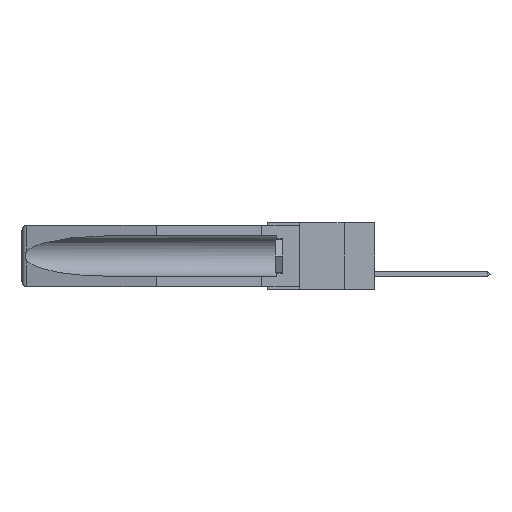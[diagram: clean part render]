
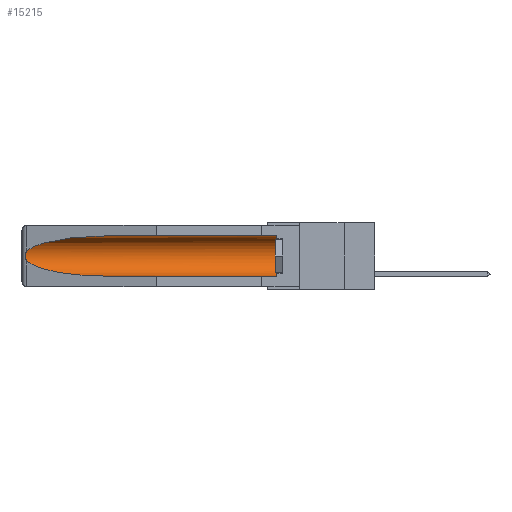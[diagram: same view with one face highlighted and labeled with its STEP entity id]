
A CAD part, left-side view. The second image highlights one B-rep face of the part: STEP entity #15215.
In plain terms, the highlighted cylindrical face has radius 2.857 mm (diameter 5.715 mm), a partial arc.
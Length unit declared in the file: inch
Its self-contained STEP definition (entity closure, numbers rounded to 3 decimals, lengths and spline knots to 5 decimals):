
#13 = EDGE_CURVE ( 'NONE', #15780, #4220, #7394, .T. ) ;
#203 = DIRECTION ( 'NONE',  ( 0., 0., 1. ) ) ;
#285 = DIRECTION ( 'NONE',  ( 0., 0., 1. ) ) ;
#388 = ORIENTED_EDGE ( 'NONE', *, *, #2182, .F. ) ;
#1185 = CARTESIAN_POINT ( 'NONE',  ( 0.26537, 1.52718, -0.14972 ) ) ;
#1303 =( BOUNDED_CURVE ( )  B_SPLINE_CURVE ( 3, ( #5711, #17103, #16978, #1185 ),
 .UNSPECIFIED., .F., .F. ) 
 B_SPLINE_CURVE_WITH_KNOTS ( ( 4, 4 ),
 ( 4.71239, 6.08839 ),
 .UNSPECIFIED. ) 
 CURVE ( )  GEOMETRIC_REPRESENTATION_ITEM ( )  RATIONAL_B_SPLINE_CURVE ( ( 1., 0.848, 0.848, 1. ) ) 
 REPRESENTATION_ITEM ( '' )  );
#1527 = CARTESIAN_POINT ( 'NONE',  ( 0.26597, 1.52961, -0.15275 ) ) ;
#1641 = ORIENTED_EDGE ( 'NONE', *, *, #3178, .T. ) ;
#1649 = CARTESIAN_POINT ( 'NONE',  ( 0.26655, 1.53094, -0.18657 ) ) ;
#2182 = EDGE_CURVE ( 'NONE', #8298, #4220, #12199, .T. ) ;
#2420 = CARTESIAN_POINT ( 'NONE',  ( 0.26537, 1.52718, -0.19328 ) ) ;
#3178 = EDGE_CURVE ( 'NONE', #17144, #10879, #1303, .T. ) ;
#3274 = CARTESIAN_POINT ( 'NONE',  ( 0.155, 0.126, -0.059 ) ) ;
#3541 = ORIENTED_EDGE ( 'NONE', *, *, #9034, .T. ) ;
#4220 = VERTEX_POINT ( 'NONE', #14311 ) ;
#5181 = DIRECTION ( 'NONE',  ( 0., 1., 0. ) ) ;
#5294 = FACE_OUTER_BOUND ( 'NONE', #9335, .T. ) ;
#5711 = CARTESIAN_POINT ( 'NONE',  ( 0.155, 1.07973, -0.059 ) ) ;
#5851 = CARTESIAN_POINT ( 'NONE',  ( 0.26537, 1.52718, -0.14972 ) ) ;
#5897 = EDGE_CURVE ( 'NONE', #6739, #17144, #8413, .T. ) ;
#6739 = VERTEX_POINT ( 'NONE', #3274 ) ;
#6914 = CARTESIAN_POINT ( 'NONE',  ( 0.21114, 1.30732, -0.284 ) ) ;
#7394 =( BOUNDED_CURVE ( )  B_SPLINE_CURVE ( 3, ( #2420, #12415, #6914, #11026 ),
 .UNSPECIFIED., .F., .F. ) 
 B_SPLINE_CURVE_WITH_KNOTS ( ( 4, 4 ),
 ( 0.1948, 1.5708 ),
 .UNSPECIFIED. ) 
 CURVE ( )  GEOMETRIC_REPRESENTATION_ITEM ( )  RATIONAL_B_SPLINE_CURVE ( ( 1., 0.848, 0.848, 1. ) ) 
 REPRESENTATION_ITEM ( '' )  );
#8298 = VERTEX_POINT ( 'NONE', #15297 ) ;
#8413 = LINE ( 'NONE', #10999, #15548 ) ;
#8730 = CARTESIAN_POINT ( 'NONE',  ( 0.2675, 1.53308, -0.17534 ) ) ;
#8773 = CARTESIAN_POINT ( 'NONE',  ( 0.155, 0.126, -0.1715 ) ) ;
#8783 = CARTESIAN_POINT ( 'NONE',  ( 0.26597, 1.5296, -0.19026 ) ) ;
#8841 = CARTESIAN_POINT ( 'NONE',  ( 0.2673, 1.5327, -0.16383 ) ) ;
#8908 = CARTESIAN_POINT ( 'NONE',  ( 0.2673, 1.53269, -0.17917 ) ) ;
#9034 = EDGE_CURVE ( 'NONE', #8298, #6739, #15196, .T. ) ;
#9279 = ORIENTED_EDGE ( 'NONE', *, *, #5897, .T. ) ;
#9329 = B_SPLINE_CURVE_WITH_KNOTS ( 'NONE', 3,
 ( #5851, #1527, #17418, #8841, #17294, #8730, #8908, #1649, #8783, #10331 ),
 .UNSPECIFIED., .F., .F.,
 ( 4, 2, 2, 2, 4 ),
 ( 0., 0.00029, 0.00058, 0.00087, 0.00117 ),
 .UNSPECIFIED. ) ;
#9335 = EDGE_LOOP ( 'NONE', ( #1641, #16768, #10290, #388, #3541, #9279 ) ) ;
#9752 = DIRECTION ( 'NONE',  ( 0., 1., 0. ) ) ;
#10290 = ORIENTED_EDGE ( 'NONE', *, *, #13, .T. ) ;
#10331 = CARTESIAN_POINT ( 'NONE',  ( 0.26537, 1.52718, -0.19328 ) ) ;
#10879 = VERTEX_POINT ( 'NONE', #12360 ) ;
#10999 = CARTESIAN_POINT ( 'NONE',  ( 0.155, -0.30754, -0.059 ) ) ;
#11026 = CARTESIAN_POINT ( 'NONE',  ( 0.155, 1.07973, -0.284 ) ) ;
#11326 = CARTESIAN_POINT ( 'NONE',  ( 0.155, -0.30754, -0.284 ) ) ;
#11853 = DIRECTION ( 'NONE',  ( 0., 1., 0. ) ) ;
#12026 = AXIS2_PLACEMENT_3D ( 'NONE', #17388, #11853, #285 ) ;
#12199 = LINE ( 'NONE', #11326, #17508 ) ;
#12360 = CARTESIAN_POINT ( 'NONE',  ( 0.26537, 1.52718, -0.14972 ) ) ;
#12415 = CARTESIAN_POINT ( 'NONE',  ( 0.25451, 1.48313, -0.24835 ) ) ;
#14028 = CYLINDRICAL_SURFACE ( 'NONE', #12026, 0.1125 ) ;
#14311 = CARTESIAN_POINT ( 'NONE',  ( 0.155, 1.07973, -0.284 ) ) ;
#14425 = EDGE_CURVE ( 'NONE', #10879, #15780, #9329, .T. ) ;
#15196 = CIRCLE ( 'NONE', #16002, 0.1125 ) ;
#15215 = ADVANCED_FACE ( 'NONE', ( #5294 ), #14028, .F. ) ;
#15297 = CARTESIAN_POINT ( 'NONE',  ( 0.155, 0.126, -0.284 ) ) ;
#15548 = VECTOR ( 'NONE', #5181, 39.37008 ) ;
#15757 = CARTESIAN_POINT ( 'NONE',  ( 0.26537, 1.52718, -0.19328 ) ) ;
#15780 = VERTEX_POINT ( 'NONE', #15757 ) ;
#16002 = AXIS2_PLACEMENT_3D ( 'NONE', #8773, #17348, #203 ) ;
#16768 = ORIENTED_EDGE ( 'NONE', *, *, #14425, .T. ) ;
#16978 = CARTESIAN_POINT ( 'NONE',  ( 0.25451, 1.48313, -0.09465 ) ) ;
#17103 = CARTESIAN_POINT ( 'NONE',  ( 0.21114, 1.30732, -0.059 ) ) ;
#17144 = VERTEX_POINT ( 'NONE', #17222 ) ;
#17222 = CARTESIAN_POINT ( 'NONE',  ( 0.155, 1.07973, -0.059 ) ) ;
#17294 = CARTESIAN_POINT ( 'NONE',  ( 0.2675, 1.53308, -0.16763 ) ) ;
#17348 = DIRECTION ( 'NONE',  ( 0., -1., 0. ) ) ;
#17388 = CARTESIAN_POINT ( 'NONE',  ( 0.155, -0.30754, -0.1715 ) ) ;
#17418 = CARTESIAN_POINT ( 'NONE',  ( 0.26654, 1.53092, -0.15636 ) ) ;
#17508 = VECTOR ( 'NONE', #9752, 39.37008 ) ;
